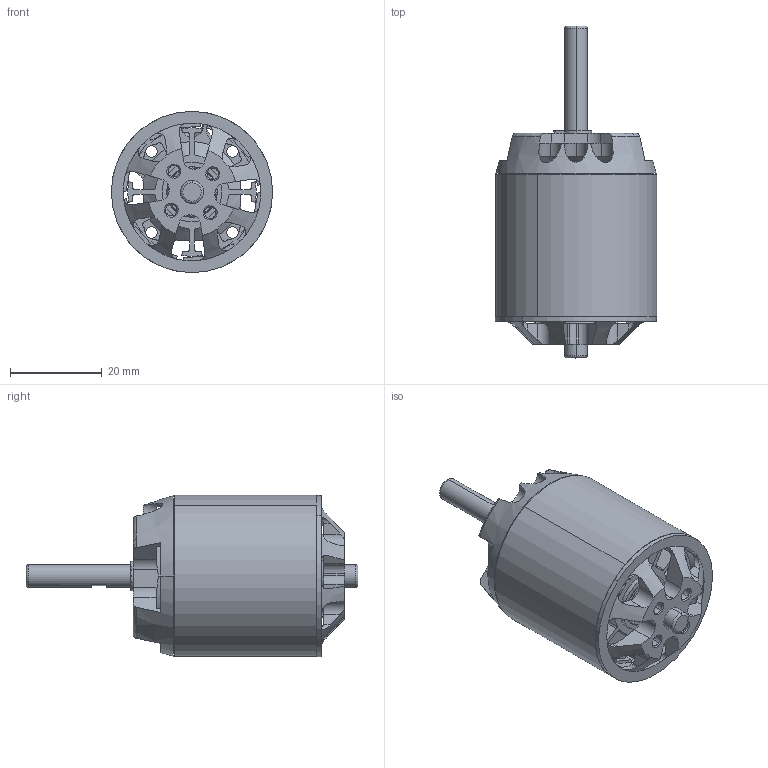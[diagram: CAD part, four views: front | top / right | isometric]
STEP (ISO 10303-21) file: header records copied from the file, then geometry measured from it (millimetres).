
FILE_DESCRIPTION (( 'STEP AP214' ), '1' );
FILE_NAME ('Cobra C-2826.STEP', '2022-06-07T18:18:29', ( '' ), ( '' ), 'SwSTEP 2.0', 'SolidWorks 2020', '' );
FILE_SCHEMA (( 'AUTOMOTIVE_DESIGN' ));
Length unit declared in the file: millimetre
Products named in the file (10): Stator 2826; 5mmx x16mm x 5mm bearing_6153K15; 5mmx x11mm x 5mm bearing_7487N51; Retaining Ring_98541A113; Set Screw_91390A097; Shaft 2826; Cobra C-2826; Magnet ring 2826; Motor Base 2826; Rotor Cap 2826
Assembly tree (10 placements, depth 2):
  Cobra C-2826
    Motor Base 2826
    Stator 2826
    Shaft 2826
    Rotor Cap 2826
    Magnet ring 2826
    5mmx x16mm x 5mm bearing_6153K15
    5mmx x11mm x 5mm bearing_7487N51  x2
    Retaining Ring_98541A113
    Set Screw_91390A097
Bounding box: 35.14 x 72.4 x 35.14 mm (x, y, z)
Volume: 22488.4 mm3; surface area: 34263.6 mm2
Topology: 63 solids, 63 shells, 826 faces, 2227 edges, 1447 vertices
Faces by surface type: cylinder 344, plane 303, cone 90, sphere 56, torus 30, bspline 3
Entity records: 26809 total; most frequent: CARTESIAN_POINT 5884, DIRECTION 4135, ORIENTED_EDGE 3910, EDGE_CURVE 1955, AXIS2_PLACEMENT_3D 1597, VERTEX_POINT 1281, VECTOR 941, LINE 941
